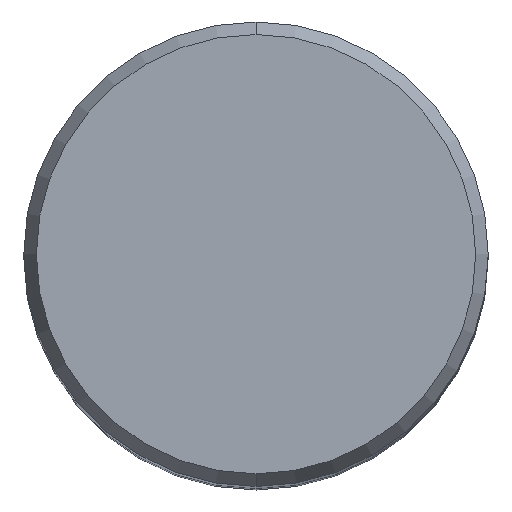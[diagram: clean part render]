
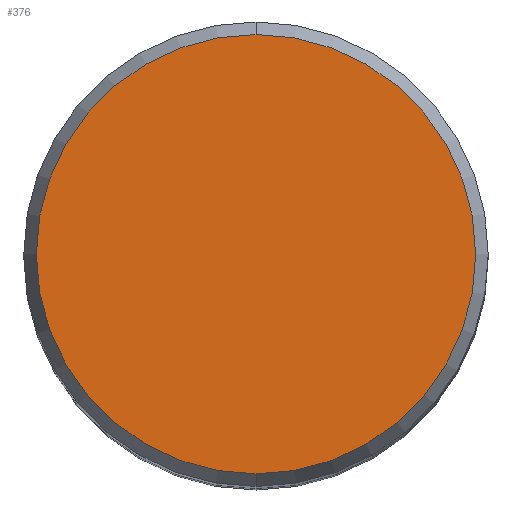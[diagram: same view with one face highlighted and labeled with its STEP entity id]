
A CAD part, top view. The second image highlights one B-rep face of the part: STEP entity #376.
In plain terms, the highlighted planar face has unit normal (0, 0, 1).
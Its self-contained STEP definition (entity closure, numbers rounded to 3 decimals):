
#214=EDGE_CURVE('',#404,#490,#550,.T.);
#236=EDGE_CURVE('',#490,#404,#574,.T.);
#376=ADVANCED_FACE('',(#728),#729,.T.);
#404=VERTEX_POINT('',#761);
#490=VERTEX_POINT('',#856);
#550=CIRCLE('',#965,12.012);
#574=CIRCLE('',#1007,12.012);
#728=FACE_OUTER_BOUND('',#1408,.T.);
#729=PLANE('',#1409);
#761=CARTESIAN_POINT('',(0.,-12.012,0.));
#856=CARTESIAN_POINT('',(0.0,12.012,0.));
#965=AXIS2_PLACEMENT_3D('',#1748,#1749,#1750);
#1007=AXIS2_PLACEMENT_3D('',#1769,#1770,#1771);
#1408=EDGE_LOOP('',(#1949,#1950));
#1409=AXIS2_PLACEMENT_3D('',#1951,#1952,#1953);
#1748=CARTESIAN_POINT('',(0.0,0.0,0.));
#1749=DIRECTION('',(0.0,0.0,-1.0));
#1750=DIRECTION('',(0.0,1.0,0.0));
#1769=CARTESIAN_POINT('',(0.0,0.0,0.));
#1770=DIRECTION('',(0.0,0.0,-1.0));
#1771=DIRECTION('',(0.0,1.0,0.0));
#1949=ORIENTED_EDGE('',*,*,#236,.F.);
#1950=ORIENTED_EDGE('',*,*,#214,.F.);
#1951=CARTESIAN_POINT('',(0.0,6.006,0.));
#1952=DIRECTION('',(-0.0,0.0,1.0));
#1953=DIRECTION('',(0.0,-1.0,0.0));
